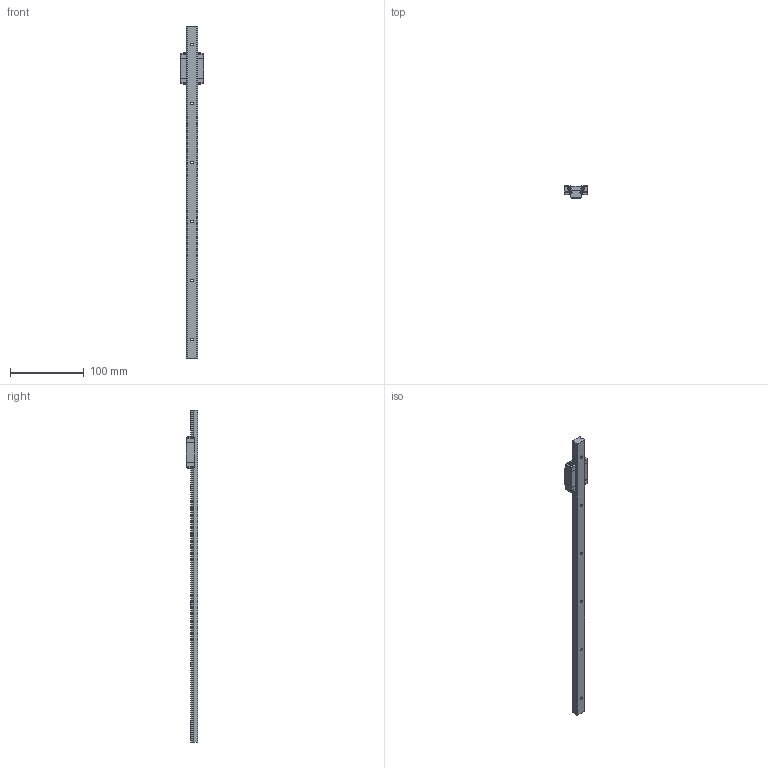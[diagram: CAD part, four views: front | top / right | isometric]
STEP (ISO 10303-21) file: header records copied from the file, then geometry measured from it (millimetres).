
FILE_DESCRIPTION (( 'STEP AP214' ), '1' );
FILE_NAME ('MGN15.STEP', '2023-09-15T02:49:11', ( '' ), ( '' ), 'SwSTEP 2.0', 'SolidWorks 2023', '' );
FILE_SCHEMA (( 'AUTOMOTIVE_DESIGN' ));
Length unit declared in the file: millimetre
Products named in the file (8): MGNR15R400HM; MGN15_Seal; MGN15_Body; MGN15_Ball; MGN15_EndCap; MGN15C; MGN15_Cage; MGN15
Assembly tree (35 placements, depth 3):
  MGN15
    MGNR15R400HM
    MGN15C
      MGN15_Body
      MGN15_EndCap  x2
      MGN15_Seal  x2
      MGN15_Cage  x2
      MGN15_Ball  x26
Bounding box: 32 x 16 x 450 mm (x, y, z)
Volume: 74691.7 mm3; surface area: 33770.7 mm2
Topology: 34 solids, 34 shells, 600 faces, 1660 edges, 1106 vertices
Faces by surface type: plane 362, cylinder 120, sphere 60, bspline 34, cone 16, torus 8
Entity records: 12902 total; most frequent: CARTESIAN_POINT 3176, DIRECTION 1938, ORIENTED_EDGE 1888, EDGE_CURVE 944, AXIS2_PLACEMENT_3D 648, LINE 642, VECTOR 642, VERTEX_POINT 626
